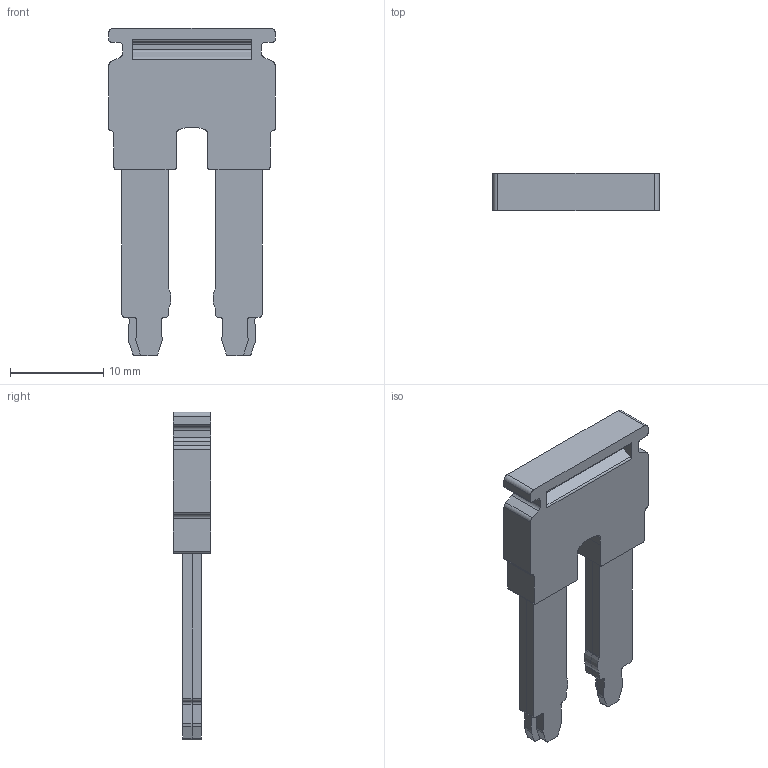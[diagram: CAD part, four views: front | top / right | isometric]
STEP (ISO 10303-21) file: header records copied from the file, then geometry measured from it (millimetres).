
FILE_DESCRIPTION(('CATIA V5R22 STEP214','CAx-IF Rec.Pracs.--- Model Styling and Organization---1.4--- 2014-01-23'),'2;1');
FILE_NAME ('020196-6_0', '2021-06-24T12:02:36+00:00', ('Weidmueller Interface'), ('Weidmueller'), 'CATIA Version 5-6 Release 2016 SP3 HF44', 'CATIA V5 STEP AP214', 'none');
FILE_SCHEMA(('AUTOMOTIVE_DESIGN { 1 0 10303 214 1 1 1 1 }'));
Length unit declared in the file: millimetre
Products named in the file (1): 1739680000
Bounding box: 17.8 x 4 x 35.1 mm (x, y, z)
Volume: 1286.1 mm3; surface area: 1773.7 mm2
Topology: 5 solids, 5 shells, 157 faces, 435 edges, 290 vertices
Faces by surface type: plane 84, cylinder 73
Entity records: 4806 total; most frequent: ORIENTED_EDGE 870, CARTESIAN_POINT 856, DIRECTION 695, EDGE_CURVE 435, VERTEX_POINT 290, VECTOR 289, LINE 289, AXIS2_PLACEMENT_3D 277
